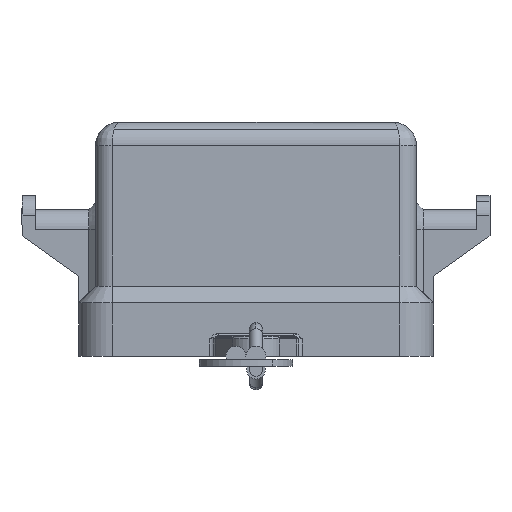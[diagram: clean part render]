
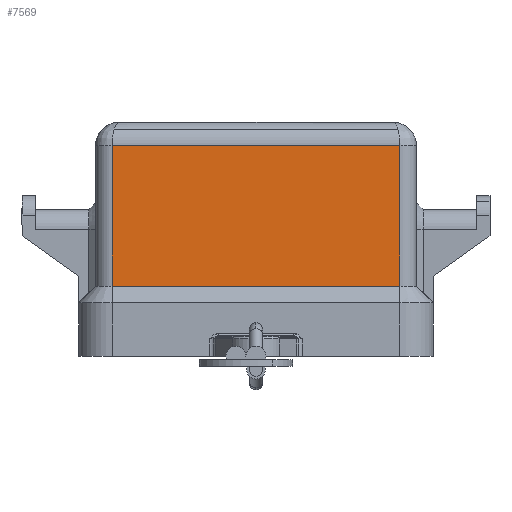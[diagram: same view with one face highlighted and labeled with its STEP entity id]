
A CAD part, left-side view. The second image highlights one B-rep face of the part: STEP entity #7569.
In plain terms, the highlighted planar face has unit normal (-1, 0, 0).
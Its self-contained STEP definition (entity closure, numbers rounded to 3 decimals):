
#6977=CARTESIAN_POINT('',(-12.,10.75,15.75));
#6978=VERTEX_POINT('',#6977);
#7152=CARTESIAN_POINT('',(-12.,-10.75,15.75));
#7153=VERTEX_POINT('',#7152);
#7199=CARTESIAN_POINT('',(-12.,10.75,15.75));
#7200=DIRECTION('',(0.0,-1.0,0.0));
#7201=VECTOR('',#7200,21.5);
#7202=LINE('',#7199,#7201);
#7203=EDGE_CURVE('',#6978,#7153,#7202,.T.);
#7276=CARTESIAN_POINT('',(-12.,-10.75,5.25));
#7277=VERTEX_POINT('',#7276);
#7278=CARTESIAN_POINT('',(-12.,-10.75,5.25));
#7279=DIRECTION('',(0.0,0.0,1.0));
#7280=VECTOR('',#7279,10.5);
#7281=LINE('',#7278,#7280);
#7282=EDGE_CURVE('',#7277,#7153,#7281,.T.);
#7475=CARTESIAN_POINT('',(-12.,10.75,5.25));
#7476=VERTEX_POINT('',#7475);
#7530=CARTESIAN_POINT('',(-12.,-10.75,5.25));
#7531=DIRECTION('',(0.0,1.0,0.0));
#7532=VECTOR('',#7531,21.5);
#7533=LINE('',#7530,#7532);
#7534=EDGE_CURVE('',#7277,#7476,#7533,.T.);
#7549=CARTESIAN_POINT('',(-12.,10.75,5.25));
#7550=DIRECTION('',(0.0,0.0,1.0));
#7551=VECTOR('',#7550,10.5);
#7552=LINE('',#7549,#7551);
#7553=EDGE_CURVE('',#7476,#6978,#7552,.T.);
#7558=CARTESIAN_POINT('',(-12.,-10.75,0.0));
#7559=DIRECTION('',(-1.0,0.0,0.0));
#7560=DIRECTION('',(0.0,0.0,1.0));
#7561=AXIS2_PLACEMENT_3D('',#7558,#7559,#7560);
#7562=PLANE('',#7561);
#7563=ORIENTED_EDGE('',*,*,#7203,.F.);
#7564=ORIENTED_EDGE('',*,*,#7553,.F.);
#7565=ORIENTED_EDGE('',*,*,#7534,.F.);
#7566=ORIENTED_EDGE('',*,*,#7282,.T.);
#7567=EDGE_LOOP('',(#7563,#7564,#7565,#7566));
#7568=FACE_OUTER_BOUND('',#7567,.T.);
#7569=ADVANCED_FACE('',(#7568),#7562,.T.);
